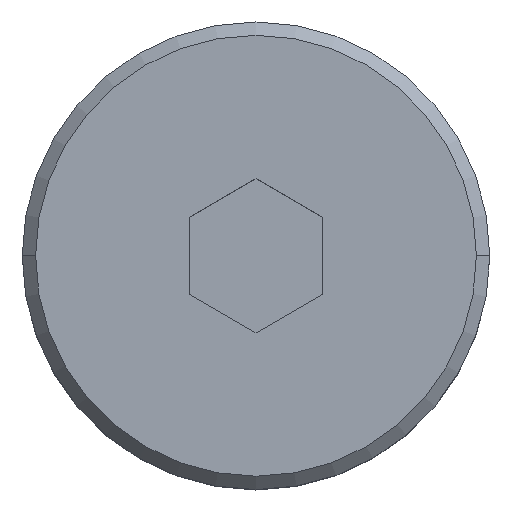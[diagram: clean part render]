
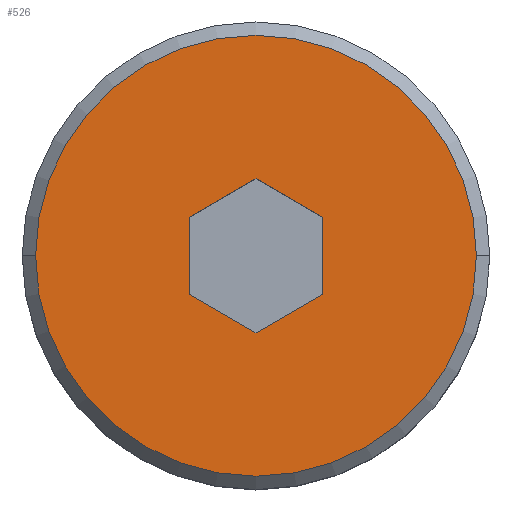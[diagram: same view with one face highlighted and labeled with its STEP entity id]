
A CAD part, top view. The second image highlights one B-rep face of the part: STEP entity #526.
In plain terms, the highlighted planar face has unit normal (0, 0, 1).
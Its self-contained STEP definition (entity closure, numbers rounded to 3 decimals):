
#1 = CARTESIAN_POINT ( 'NONE',  ( 0., 1.155, 4. ) ) ;
#2 = CARTESIAN_POINT ( 'NONE',  ( 1., 0.577, 4. ) ) ;
#10 = ORIENTED_EDGE ( 'NONE', *, *, #375, .F. ) ;
#14 = CARTESIAN_POINT ( 'NONE',  ( 0., 0., 4. ) ) ;
#29 = CARTESIAN_POINT ( 'NONE',  ( -1., 0.577, 4. ) ) ;
#35 = VERTEX_POINT ( 'NONE', #2 ) ;
#37 = VECTOR ( 'NONE', #483, 1000. ) ;
#42 = EDGE_CURVE ( 'NONE', #504, #292, #88, .T. ) ;
#50 = VERTEX_POINT ( 'NONE', #280 ) ;
#66 = VECTOR ( 'NONE', #441, 1000. ) ;
#72 = CARTESIAN_POINT ( 'NONE',  ( 0., 1.155, 4. ) ) ;
#88 = LINE ( 'NONE', #522, #101 ) ;
#94 = EDGE_CURVE ( 'NONE', #235, #50, #350, .T. ) ;
#101 = VECTOR ( 'NONE', #230, 1000. ) ;
#103 = CARTESIAN_POINT ( 'NONE',  ( -1., 0.577, 4. ) ) ;
#136 = CIRCLE ( 'NONE', #416, 3.3 ) ;
#162 = ORIENTED_EDGE ( 'NONE', *, *, #181, .T. ) ;
#181 = EDGE_CURVE ( 'NONE', #251, #379, #136, .T. ) ;
#191 = DIRECTION ( 'NONE',  ( 0., 0., 1. ) ) ;
#193 = VECTOR ( 'NONE', #442, 1000. ) ;
#200 = DIRECTION ( 'NONE',  ( 1., 0., 0. ) ) ;
#203 = EDGE_CURVE ( 'NONE', #50, #504, #238, .T. ) ;
#225 = VERTEX_POINT ( 'NONE', #72 ) ;
#230 = DIRECTION ( 'NONE',  ( 0.866, 0.5, 0. ) ) ;
#234 = DIRECTION ( 'NONE',  ( 0., 0., 1. ) ) ;
#235 = VERTEX_POINT ( 'NONE', #29 ) ;
#236 = CARTESIAN_POINT ( 'NONE',  ( 0., 0., 4. ) ) ;
#238 = LINE ( 'NONE', #410, #313 ) ;
#243 = EDGE_LOOP ( 'NONE', ( #162, #485 ) ) ;
#247 = AXIS2_PLACEMENT_3D ( 'NONE', #236, #498, #200 ) ;
#251 = VERTEX_POINT ( 'NONE', #423 ) ;
#258 = ORIENTED_EDGE ( 'NONE', *, *, #94, .F. ) ;
#263 = LINE ( 'NONE', #356, #66 ) ;
#279 = FACE_OUTER_BOUND ( 'NONE', #243, .T. ) ;
#280 = CARTESIAN_POINT ( 'NONE',  ( -1., -0.577, 4. ) ) ;
#282 = ORIENTED_EDGE ( 'NONE', *, *, #467, .F. ) ;
#287 = DIRECTION ( 'NONE',  ( 0., 1., 0. ) ) ;
#290 = ORIENTED_EDGE ( 'NONE', *, *, #203, .F. ) ;
#291 = PLANE ( 'NONE',  #525 ) ;
#292 = VERTEX_POINT ( 'NONE', #371 ) ;
#313 = VECTOR ( 'NONE', #377, 1000. ) ;
#324 = DIRECTION ( 'NONE',  ( 1., 0., 0. ) ) ;
#325 = DIRECTION ( 'NONE',  ( 1., 0., 0. ) ) ;
#350 = LINE ( 'NONE', #103, #193 ) ;
#356 = CARTESIAN_POINT ( 'NONE',  ( 1., 0.577, 4. ) ) ;
#362 = CIRCLE ( 'NONE', #247, 3.3 ) ;
#371 = CARTESIAN_POINT ( 'NONE',  ( 1., -0.577, 4. ) ) ;
#375 = EDGE_CURVE ( 'NONE', #35, #225, #263, .T. ) ;
#377 = DIRECTION ( 'NONE',  ( 0.866, -0.5, 0. ) ) ;
#379 = VERTEX_POINT ( 'NONE', #521 ) ;
#410 = CARTESIAN_POINT ( 'NONE',  ( -1., -0.577, 4. ) ) ;
#416 = AXIS2_PLACEMENT_3D ( 'NONE', #14, #191, #325 ) ;
#423 = CARTESIAN_POINT ( 'NONE',  ( -3.3, 0., 4. ) ) ;
#441 = DIRECTION ( 'NONE',  ( -0.866, 0.5, 0. ) ) ;
#442 = DIRECTION ( 'NONE',  ( 0., -1., 0. ) ) ;
#445 = CARTESIAN_POINT ( 'NONE',  ( 0., -1.155, 4. ) ) ;
#454 = CARTESIAN_POINT ( 'NONE',  ( 1., -0.577, 4. ) ) ;
#460 = VECTOR ( 'NONE', #287, 1000. ) ;
#467 = EDGE_CURVE ( 'NONE', #225, #235, #479, .T. ) ;
#473 = EDGE_LOOP ( 'NONE', ( #10, #517, #475, #290, #258, #282 ) ) ;
#475 = ORIENTED_EDGE ( 'NONE', *, *, #42, .F. ) ;
#479 = LINE ( 'NONE', #1, #37 ) ;
#483 = DIRECTION ( 'NONE',  ( -0.866, -0.5, 0. ) ) ;
#485 = ORIENTED_EDGE ( 'NONE', *, *, #520, .T. ) ;
#495 = LINE ( 'NONE', #454, #460 ) ;
#498 = DIRECTION ( 'NONE',  ( 0., 0., 1. ) ) ;
#504 = VERTEX_POINT ( 'NONE', #445 ) ;
#517 = ORIENTED_EDGE ( 'NONE', *, *, #539, .F. ) ;
#520 = EDGE_CURVE ( 'NONE', #379, #251, #362, .T. ) ;
#521 = CARTESIAN_POINT ( 'NONE',  ( 3.3, 0., 4. ) ) ;
#522 = CARTESIAN_POINT ( 'NONE',  ( 0., -1.155, 4. ) ) ;
#525 = AXIS2_PLACEMENT_3D ( 'NONE', #534, #234, #324 ) ;
#526 = ADVANCED_FACE ( 'NONE', ( #279, #541 ), #291, .T. ) ;
#534 = CARTESIAN_POINT ( 'NONE',  ( 0., 0., 4. ) ) ;
#539 = EDGE_CURVE ( 'NONE', #292, #35, #495, .T. ) ;
#541 = FACE_BOUND ( 'NONE', #473, .T. ) ;
